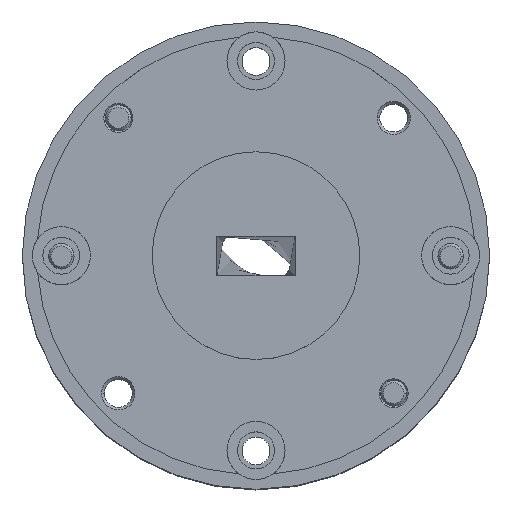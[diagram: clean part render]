
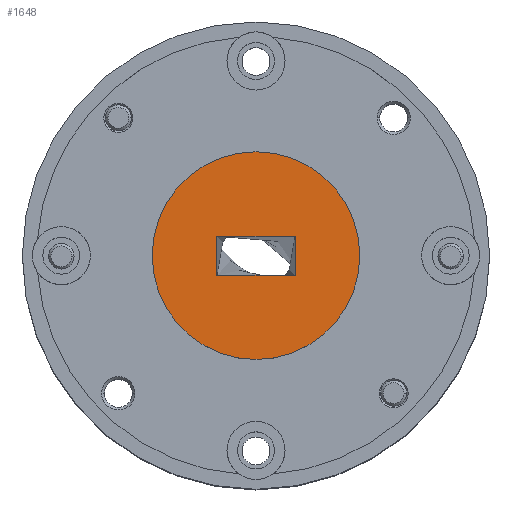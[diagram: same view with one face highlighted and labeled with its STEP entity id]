
A CAD part, top view. The second image highlights one B-rep face of the part: STEP entity #1648.
In plain terms, the highlighted planar face has unit normal (0, 0, 1).
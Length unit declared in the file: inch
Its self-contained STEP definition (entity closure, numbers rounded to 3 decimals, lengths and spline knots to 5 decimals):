
#60 = AXIS2_PLACEMENT_3D ( 'NONE', #2024, #4043, #3073 ) ;
#348 = DIRECTION ( 'NONE',  ( 0., 0., 1. ) ) ;
#530 = LINE ( 'NONE', #5108, #1688 ) ;
#582 = DIRECTION ( 'NONE',  ( -1., 0., 0. ) ) ;
#706 = EDGE_CURVE ( 'NONE', #4258, #1150, #3510, .T. ) ;
#832 = AXIS2_PLACEMENT_3D ( 'NONE', #4302, #348, #4891 ) ;
#993 = EDGE_CURVE ( 'NONE', #3580, #2541, #5577, .T. ) ;
#999 = EDGE_LOOP ( 'NONE', ( #3409, #4214 ) ) ;
#1150 = VERTEX_POINT ( 'NONE', #6082 ) ;
#1399 = CARTESIAN_POINT ( 'NONE',  ( 3.70653, -0.04201, 0.74958 ) ) ;
#1467 = EDGE_LOOP ( 'NONE', ( #5322, #6505, #4286, #4368 ) ) ;
#1476 = CIRCLE ( 'NONE', #832, 0.25 ) ;
#1648 = ADVANCED_FACE ( 'NONE', ( #4032, #6078 ), #4092, .T. ) ;
#1656 = EDGE_CURVE ( 'NONE', #4872, #4841, #530, .T. ) ;
#1688 = VECTOR ( 'NONE', #5138, 39.37008 ) ;
#1906 = CARTESIAN_POINT ( 'NONE',  ( 3.70653, -0.04201, 0.74958 ) ) ;
#1963 = EDGE_CURVE ( 'NONE', #4841, #4258, #4832, .T. ) ;
#2024 = CARTESIAN_POINT ( 'NONE',  ( 3.80053, 0.00499, 0.74958 ) ) ;
#2182 = CARTESIAN_POINT ( 'NONE',  ( 3.55053, 0.00499, 0.74958 ) ) ;
#2541 = VERTEX_POINT ( 'NONE', #2182 ) ;
#3073 = DIRECTION ( 'NONE',  ( 1., 0., 0. ) ) ;
#3114 = LINE ( 'NONE', #5130, #3584 ) ;
#3336 = EDGE_CURVE ( 'NONE', #1150, #4872, #3114, .T. ) ;
#3409 = ORIENTED_EDGE ( 'NONE', *, *, #993, .T. ) ;
#3429 = EDGE_CURVE ( 'NONE', #2541, #3580, #1476, .T. ) ;
#3510 = LINE ( 'NONE', #5099, #4624 ) ;
#3580 = VERTEX_POINT ( 'NONE', #5653 ) ;
#3584 = VECTOR ( 'NONE', #582, 39.37008 ) ;
#3633 = DIRECTION ( 'NONE',  ( 0., 0., 1. ) ) ;
#4032 = FACE_BOUND ( 'NONE', #1467, .T. ) ;
#4043 = DIRECTION ( 'NONE',  ( 0., 0., 1. ) ) ;
#4092 = PLANE ( 'NONE',  #6348 ) ;
#4158 = CARTESIAN_POINT ( 'NONE',  ( 3.80053, 0.00499, 0.74958 ) ) ;
#4214 = ORIENTED_EDGE ( 'NONE', *, *, #3429, .T. ) ;
#4236 = VECTOR ( 'NONE', #4406, 39.37008 ) ;
#4258 = VERTEX_POINT ( 'NONE', #5386 ) ;
#4286 = ORIENTED_EDGE ( 'NONE', *, *, #1656, .F. ) ;
#4302 = CARTESIAN_POINT ( 'NONE',  ( 3.80053, 0.00499, 0.74958 ) ) ;
#4368 = ORIENTED_EDGE ( 'NONE', *, *, #3336, .F. ) ;
#4406 = DIRECTION ( 'NONE',  ( 1., 0., 0. ) ) ;
#4624 = VECTOR ( 'NONE', #5601, 39.37008 ) ;
#4832 = LINE ( 'NONE', #1399, #4236 ) ;
#4841 = VERTEX_POINT ( 'NONE', #1906 ) ;
#4872 = VERTEX_POINT ( 'NONE', #4974 ) ;
#4891 = DIRECTION ( 'NONE',  ( 1., 0., 0. ) ) ;
#4974 = CARTESIAN_POINT ( 'NONE',  ( 3.70653, 0.05199, 0.74958 ) ) ;
#5099 = CARTESIAN_POINT ( 'NONE',  ( 3.89453, 0.05199, 0.74958 ) ) ;
#5108 = CARTESIAN_POINT ( 'NONE',  ( 3.70653, 0.05199, 0.74958 ) ) ;
#5130 = CARTESIAN_POINT ( 'NONE',  ( 3.70653, 0.05199, 0.74958 ) ) ;
#5138 = DIRECTION ( 'NONE',  ( 0., -1., 0. ) ) ;
#5322 = ORIENTED_EDGE ( 'NONE', *, *, #706, .F. ) ;
#5386 = CARTESIAN_POINT ( 'NONE',  ( 3.89453, -0.04201, 0.74958 ) ) ;
#5577 = CIRCLE ( 'NONE', #60, 0.25 ) ;
#5601 = DIRECTION ( 'NONE',  ( 0., 1., 0. ) ) ;
#5613 = DIRECTION ( 'NONE',  ( 1., 0., 0. ) ) ;
#5653 = CARTESIAN_POINT ( 'NONE',  ( 4.05053, 0.00499, 0.74958 ) ) ;
#6078 = FACE_OUTER_BOUND ( 'NONE', #999, .T. ) ;
#6082 = CARTESIAN_POINT ( 'NONE',  ( 3.89453, 0.05199, 0.74958 ) ) ;
#6348 = AXIS2_PLACEMENT_3D ( 'NONE', #4158, #3633, #5613 ) ;
#6505 = ORIENTED_EDGE ( 'NONE', *, *, #1963, .F. ) ;
